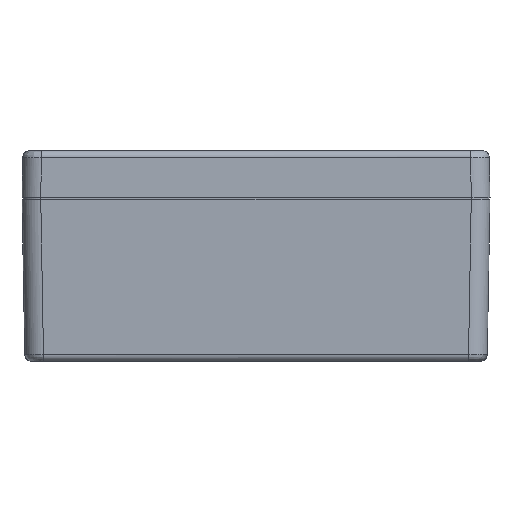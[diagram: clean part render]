
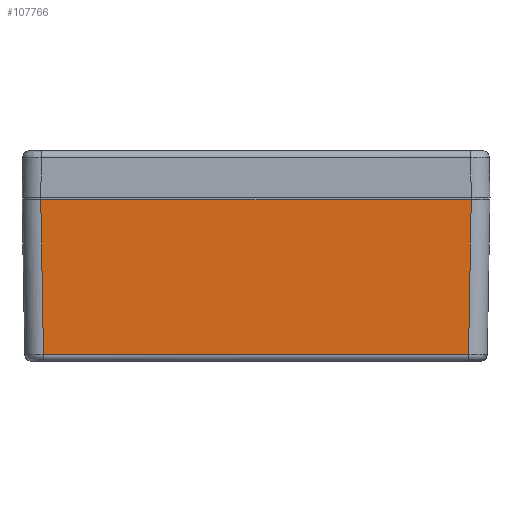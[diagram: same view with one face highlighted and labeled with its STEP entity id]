
A CAD part, left-side view. The second image highlights one B-rep face of the part: STEP entity #107766.
In plain terms, the highlighted planar face has unit normal (-1, 0, -0.018).
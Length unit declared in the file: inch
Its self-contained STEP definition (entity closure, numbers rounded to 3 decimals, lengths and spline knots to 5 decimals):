
#10162 = LINE ( 'NONE', #83979, #136161 ) ;
#17479 = ORIENTED_EDGE ( 'NONE', *, *, #121867, .T. ) ;
#18112 = AXIS2_PLACEMENT_3D ( 'NONE', #125873, #31358, #128579 ) ;
#19772 = EDGE_CURVE ( 'NONE', #111798, #77821, #24687, .T. ) ;
#19786 = LINE ( 'NONE', #94965, #61105 ) ;
#20450 = DIRECTION ( 'NONE',  ( 0.017, -0.017, -1. ) ) ;
#22254 = EDGE_LOOP ( 'NONE', ( #24686, #96302, #99394, #17479 ) ) ;
#24686 = ORIENTED_EDGE ( 'NONE', *, *, #91490, .F. ) ;
#24687 = LINE ( 'NONE', #121884, #104469 ) ;
#26589 = EDGE_CURVE ( 'NONE', #111798, #59588, #10162, .T. ) ;
#28103 = CARTESIAN_POINT ( 'NONE',  ( -5.85943, 1.9685, -2.63986 ) ) ;
#30137 = DIRECTION ( 'NONE',  ( 0., 1., 0. ) ) ;
#31358 = DIRECTION ( 'NONE',  ( -1., 0., -0.017 ) ) ;
#38403 = LINE ( 'NONE', #28103, #103308 ) ;
#43694 = CARTESIAN_POINT ( 'NONE',  ( -5.90482, 3.62141, -0.03937 ) ) ;
#59588 = VERTEX_POINT ( 'NONE', #43694 ) ;
#61105 = VECTOR ( 'NONE', #20450, 39.37008 ) ;
#77168 = DIRECTION ( 'NONE',  ( 0.017, 0.017, -1. ) ) ;
#77821 = VERTEX_POINT ( 'NONE', #81240 ) ;
#81240 = CARTESIAN_POINT ( 'NONE',  ( -5.85943, -3.57602, -2.63986 ) ) ;
#83979 = CARTESIAN_POINT ( 'NONE',  ( -5.90482, 3.93701, -0.03937 ) ) ;
#91490 = EDGE_CURVE ( 'NONE', #77821, #95712, #38403, .T. ) ;
#94158 = FACE_OUTER_BOUND ( 'NONE', #22254, .T. ) ;
#94965 = CARTESIAN_POINT ( 'NONE',  ( -5.90482, 3.62141, -0.03937 ) ) ;
#95712 = VERTEX_POINT ( 'NONE', #102139 ) ;
#96195 = PLANE ( 'NONE',  #18112 ) ;
#96302 = ORIENTED_EDGE ( 'NONE', *, *, #19772, .F. ) ;
#99394 = ORIENTED_EDGE ( 'NONE', *, *, #26589, .T. ) ;
#102139 = CARTESIAN_POINT ( 'NONE',  ( -5.85943, 3.57602, -2.63986 ) ) ;
#103308 = VECTOR ( 'NONE', #30137, 39.37008 ) ;
#104469 = VECTOR ( 'NONE', #77168, 39.37008 ) ;
#107766 = ADVANCED_FACE ( 'NONE', ( #94158 ), #96195, .T. ) ;
#111798 = VERTEX_POINT ( 'NONE', #120053 ) ;
#120053 = CARTESIAN_POINT ( 'NONE',  ( -5.90482, -3.62141, -0.03937 ) ) ;
#121867 = EDGE_CURVE ( 'NONE', #59588, #95712, #19786, .T. ) ;
#121884 = CARTESIAN_POINT ( 'NONE',  ( -5.90441, -3.62099, -0.06319 ) ) ;
#125873 = CARTESIAN_POINT ( 'NONE',  ( -5.90551, 3.93701, 0. ) ) ;
#126029 = DIRECTION ( 'NONE',  ( 0., 1., 0. ) ) ;
#128579 = DIRECTION ( 'NONE',  ( -0.017, 0., 1. ) ) ;
#136161 = VECTOR ( 'NONE', #126029, 39.37008 ) ;
